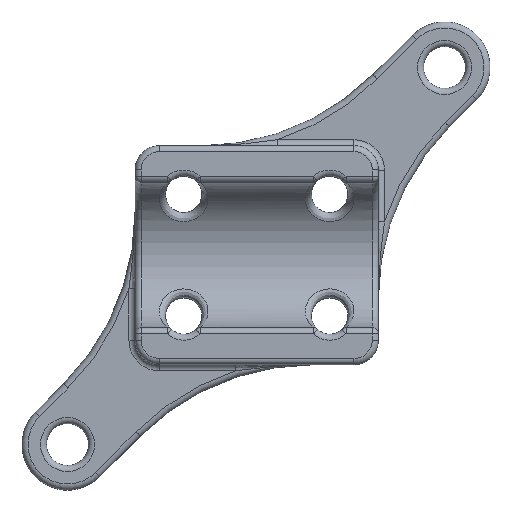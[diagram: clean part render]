
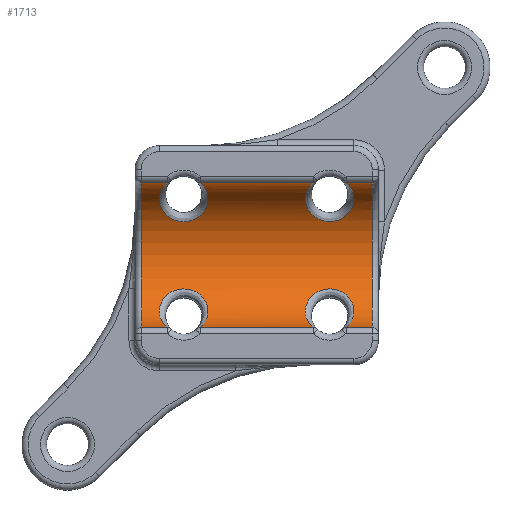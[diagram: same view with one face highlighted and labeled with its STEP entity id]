
A CAD part, top view. The second image highlights one B-rep face of the part: STEP entity #1713.
In plain terms, the highlighted cylindrical face has radius 6 mm (diameter 12 mm), a partial arc.
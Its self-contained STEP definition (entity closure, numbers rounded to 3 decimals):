
#131=LINE('',#3149,#235);
#136=LINE('',#3183,#240);
#138=LINE('',#3188,#242);
#143=LINE('',#3324,#247);
#145=LINE('',#3561,#249);
#147=LINE('',#3567,#251);
#235=VECTOR('',#2284,10.);
#240=VECTOR('',#2331,10.);
#242=VECTOR('',#2339,10.);
#247=VECTOR('',#2380,10.);
#249=VECTOR('',#2384,10.);
#251=VECTOR('',#2394,10.);
#326=CYLINDRICAL_SURFACE('',#1941,6.);
#411=FACE_OUTER_BOUND('',#525,.T.);
#525=EDGE_LOOP('',(#1457,#1458,#1459,#1460,#1461,#1462,#1463,#1464,#1465,
#1466,#1467,#1468));
#577=B_SPLINE_CURVE_WITH_KNOTS('',3,(#3088,#3089,#3090,#3091,#3092,#3093,
#3094,#3095,#3096,#3097,#3098,#3099,#3100),.UNSPECIFIED.,.F.,.F.,(4,1,1,
1,1,1,1,1,1,1,4),(0.101,0.321,0.542,
0.652,0.763,0.873,0.983,1.094,
1.204,1.424,1.645),.UNSPECIFIED.);
#580=B_SPLINE_CURVE_WITH_KNOTS('',3,(#3309,#3310,#3311,#3312,#3313,#3314,
#3315,#3316,#3317,#3318,#3319,#3320,#3321),.UNSPECIFIED.,.F.,.F.,(4,1,1,
1,1,1,1,1,1,1,4),(0.101,0.321,0.542,
0.652,0.763,0.873,0.983,
1.094,1.204,1.424,1.645),
 .UNSPECIFIED.);
#583=B_SPLINE_CURVE_WITH_KNOTS('',3,(#3435,#3436,#3437,#3438,#3439,#3440,
#3441,#3442,#3443,#3444,#3445,#3446,#3447,#3448,#3449),.UNSPECIFIED.,.F.,
 .F.,(4,1,1,1,1,1,1,1,1,1,1,1,4),(0.101,0.211,0.321,
0.542,0.652,0.707,0.763,
0.873,0.983,1.094,1.204,1.424,
1.645),.UNSPECIFIED.);
#586=B_SPLINE_CURVE_WITH_KNOTS('',3,(#3546,#3547,#3548,#3549,#3550,#3551,
#3552,#3553,#3554,#3555,#3556,#3557,#3558),.UNSPECIFIED.,.F.,.F.,(4,1,1,
1,1,1,1,1,1,1,4),(0.101,0.321,0.542,
0.652,0.763,0.873,0.983,1.094,
1.204,1.424,1.645),.UNSPECIFIED.);
#680=CIRCLE('',#1906,6.);
#688=CIRCLE('',#1921,6.);
#784=VERTEX_POINT('',#2966);
#786=VERTEX_POINT('',#2972);
#791=VERTEX_POINT('',#2982);
#794=VERTEX_POINT('',#2989);
#797=VERTEX_POINT('',#3103);
#800=VERTEX_POINT('',#3110);
#803=VERTEX_POINT('',#3120);
#805=VERTEX_POINT('',#3129);
#807=VERTEX_POINT('',#3135);
#810=VERTEX_POINT('',#3142);
#813=VERTEX_POINT('',#3153);
#814=VERTEX_POINT('',#3157);
#969=EDGE_CURVE('',#784,#794,#577,.T.);
#993=EDGE_CURVE('',#810,#800,#131,.T.);
#1011=EDGE_CURVE('',#807,#814,#136,.T.);
#1012=EDGE_CURVE('',#814,#813,#680,.T.);
#1014=EDGE_CURVE('',#813,#803,#138,.T.);
#1025=EDGE_CURVE('',#805,#810,#688,.T.);
#1030=EDGE_CURVE('',#797,#807,#580,.T.);
#1032=EDGE_CURVE('',#794,#805,#143,.T.);
#1035=EDGE_CURVE('',#803,#791,#583,.T.);
#1038=EDGE_CURVE('',#800,#786,#586,.T.);
#1040=EDGE_CURVE('',#786,#797,#145,.T.);
#1044=EDGE_CURVE('',#791,#784,#147,.T.);
#1457=ORIENTED_EDGE('',*,*,#1011,.F.);
#1458=ORIENTED_EDGE('',*,*,#1030,.F.);
#1459=ORIENTED_EDGE('',*,*,#1040,.F.);
#1460=ORIENTED_EDGE('',*,*,#1038,.F.);
#1461=ORIENTED_EDGE('',*,*,#993,.F.);
#1462=ORIENTED_EDGE('',*,*,#1025,.F.);
#1463=ORIENTED_EDGE('',*,*,#1032,.F.);
#1464=ORIENTED_EDGE('',*,*,#969,.F.);
#1465=ORIENTED_EDGE('',*,*,#1044,.F.);
#1466=ORIENTED_EDGE('',*,*,#1035,.F.);
#1467=ORIENTED_EDGE('',*,*,#1014,.F.);
#1468=ORIENTED_EDGE('',*,*,#1012,.F.);
#1713=ADVANCED_FACE('',(#411),#326,.F.);
#1906=AXIS2_PLACEMENT_3D('',#3185,#2334,#2335);
#1921=AXIS2_PLACEMENT_3D('',#3209,#2369,#2370);
#1941=AXIS2_PLACEMENT_3D('',#3584,#2418,#2419);
#2284=DIRECTION('',(-1.,0.,0.));
#2331=DIRECTION('',(-1.,0.,0.));
#2334=DIRECTION('center_axis',(1.,0.,0.));
#2335=DIRECTION('ref_axis',(0.,0.,-1.));
#2339=DIRECTION('',(1.,0.,0.));
#2369=DIRECTION('center_axis',(-1.,0.,0.));
#2370=DIRECTION('ref_axis',(0.,0.,-1.));
#2380=DIRECTION('',(1.,0.,0.));
#2384=DIRECTION('',(-1.,0.,0.));
#2394=DIRECTION('',(1.,0.,0.));
#2418=DIRECTION('center_axis',(-1.,0.,0.));
#2419=DIRECTION('ref_axis',(0.,1.,0.));
#2966=CARTESIAN_POINT('',(5.462,3.589,10.538));
#2972=CARTESIAN_POINT('',(5.462,-8.376,10.538));
#2982=CARTESIAN_POINT('',(-3.849,3.589,10.538));
#2989=CARTESIAN_POINT('',(8.151,3.589,10.538));
#3088=CARTESIAN_POINT('Ctrl Pts',(5.462,3.589,10.538));
#3089=CARTESIAN_POINT('Ctrl Pts',(5.4,3.536,9.863));
#3090=CARTESIAN_POINT('Ctrl Pts',(5.024,3.213,8.572));
#3091=CARTESIAN_POINT('Ctrl Pts',(4.698,2.286,7.137));
#3092=CARTESIAN_POINT('Ctrl Pts',(5.003,1.279,6.222));
#3093=CARTESIAN_POINT('Ctrl Pts',(5.703,0.574,5.774));
#3094=CARTESIAN_POINT('Ctrl Pts',(6.806,0.276,5.629));
#3095=CARTESIAN_POINT('Ctrl Pts',(7.908,0.575,5.775));
#3096=CARTESIAN_POINT('Ctrl Pts',(8.61,1.279,6.222));
#3097=CARTESIAN_POINT('Ctrl Pts',(8.915,2.287,7.136));
#3098=CARTESIAN_POINT('Ctrl Pts',(8.589,3.214,8.572));
#3099=CARTESIAN_POINT('Ctrl Pts',(8.213,3.536,9.863));
#3100=CARTESIAN_POINT('Ctrl Pts',(8.151,3.589,10.538));
#3103=CARTESIAN_POINT('',(-3.849,-8.376,10.538));
#3110=CARTESIAN_POINT('',(8.151,-8.376,10.538));
#3120=CARTESIAN_POINT('',(-6.538,3.589,10.538));
#3129=CARTESIAN_POINT('',(10.306,3.589,10.538));
#3135=CARTESIAN_POINT('',(-6.538,-8.376,10.538));
#3142=CARTESIAN_POINT('',(10.306,-8.376,10.538));
#3149=CARTESIAN_POINT('',(10.806,-8.376,10.538));
#3153=CARTESIAN_POINT('',(-8.694,3.589,10.538));
#3157=CARTESIAN_POINT('',(-8.694,-8.376,10.538));
#3183=CARTESIAN_POINT('',(10.806,-8.376,10.538));
#3185=CARTESIAN_POINT('Origin',(-8.694,-2.394,11.));
#3188=CARTESIAN_POINT('',(10.806,3.589,10.538));
#3209=CARTESIAN_POINT('Origin',(10.306,-2.394,11.));
#3309=CARTESIAN_POINT('Ctrl Pts',(-3.849,-8.376,10.538));
#3310=CARTESIAN_POINT('Ctrl Pts',(-3.787,-8.324,9.863));
#3311=CARTESIAN_POINT('Ctrl Pts',(-3.411,-8.001,8.572));
#3312=CARTESIAN_POINT('Ctrl Pts',(-3.085,-7.074,7.136));
#3313=CARTESIAN_POINT('Ctrl Pts',(-3.39,-6.067,6.222));
#3314=CARTESIAN_POINT('Ctrl Pts',(-4.092,-5.363,5.775));
#3315=CARTESIAN_POINT('Ctrl Pts',(-5.194,-5.063,5.629));
#3316=CARTESIAN_POINT('Ctrl Pts',(-6.297,-5.361,5.774));
#3317=CARTESIAN_POINT('Ctrl Pts',(-6.997,-6.066,6.222));
#3318=CARTESIAN_POINT('Ctrl Pts',(-7.302,-7.073,7.137));
#3319=CARTESIAN_POINT('Ctrl Pts',(-6.976,-8.001,8.572));
#3320=CARTESIAN_POINT('Ctrl Pts',(-6.6,-8.324,9.863));
#3321=CARTESIAN_POINT('Ctrl Pts',(-6.538,-8.376,10.538));
#3324=CARTESIAN_POINT('',(10.806,3.589,10.538));
#3435=CARTESIAN_POINT('Ctrl Pts',(-6.538,3.589,10.538));
#3436=CARTESIAN_POINT('Ctrl Pts',(-6.569,3.563,10.201));
#3437=CARTESIAN_POINT('Ctrl Pts',(-6.698,3.453,9.538));
#3438=CARTESIAN_POINT('Ctrl Pts',(-7.039,3.03,8.287));
#3439=CARTESIAN_POINT('Ctrl Pts',(-7.305,2.286,7.134));
#3440=CARTESIAN_POINT('Ctrl Pts',(-7.035,1.404,6.336));
#3441=CARTESIAN_POINT('Ctrl Pts',(-6.648,0.927,5.998));
#3442=CARTESIAN_POINT('Ctrl Pts',(-6.111,0.524,5.75));
#3443=CARTESIAN_POINT('Ctrl Pts',(-5.194,0.276,5.629));
#3444=CARTESIAN_POINT('Ctrl Pts',(-4.091,0.574,5.774));
#3445=CARTESIAN_POINT('Ctrl Pts',(-3.39,1.279,6.222));
#3446=CARTESIAN_POINT('Ctrl Pts',(-3.086,2.286,7.137));
#3447=CARTESIAN_POINT('Ctrl Pts',(-3.411,3.214,8.572));
#3448=CARTESIAN_POINT('Ctrl Pts',(-3.787,3.536,9.863));
#3449=CARTESIAN_POINT('Ctrl Pts',(-3.849,3.589,10.538));
#3546=CARTESIAN_POINT('Ctrl Pts',(8.151,-8.376,10.538));
#3547=CARTESIAN_POINT('Ctrl Pts',(8.213,-8.324,9.863));
#3548=CARTESIAN_POINT('Ctrl Pts',(8.589,-8.001,8.572));
#3549=CARTESIAN_POINT('Ctrl Pts',(8.914,-7.073,7.137));
#3550=CARTESIAN_POINT('Ctrl Pts',(8.61,-6.066,6.222));
#3551=CARTESIAN_POINT('Ctrl Pts',(7.909,-5.361,5.774));
#3552=CARTESIAN_POINT('Ctrl Pts',(6.806,-5.063,5.629));
#3553=CARTESIAN_POINT('Ctrl Pts',(5.705,-5.363,5.775));
#3554=CARTESIAN_POINT('Ctrl Pts',(5.003,-6.067,6.222));
#3555=CARTESIAN_POINT('Ctrl Pts',(4.697,-7.074,7.136));
#3556=CARTESIAN_POINT('Ctrl Pts',(5.024,-8.001,8.572));
#3557=CARTESIAN_POINT('Ctrl Pts',(5.4,-8.324,9.863));
#3558=CARTESIAN_POINT('Ctrl Pts',(5.462,-8.376,10.538));
#3561=CARTESIAN_POINT('',(10.806,-8.376,10.538));
#3567=CARTESIAN_POINT('',(10.806,3.589,10.538));
#3584=CARTESIAN_POINT('Origin',(10.806,-2.394,11.));
